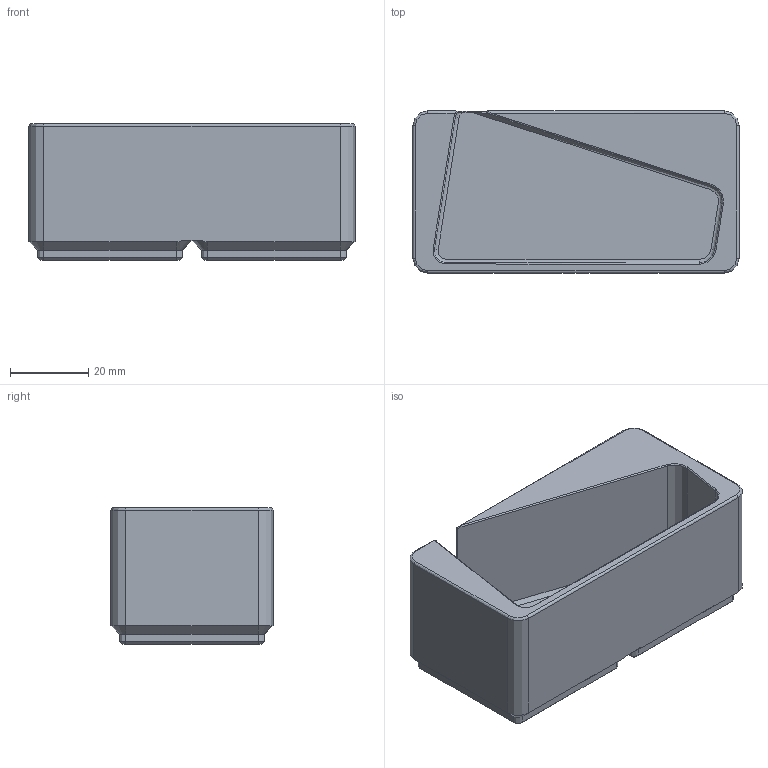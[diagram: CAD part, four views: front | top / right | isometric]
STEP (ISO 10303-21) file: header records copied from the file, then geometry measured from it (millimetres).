
FILE_DESCRIPTION(('FreeCAD Model'),'2;1');
FILE_NAME('Open CASCADE Shape Model','2023-05-11T21:29:09',(''),(''), 'Open CASCADE STEP processor 7.6','FreeCAD','Unknown');
FILE_SCHEMA(('AUTOMOTIVE_DESIGN { 1 0 10303 214 1 1 1 1 }'));
Length unit declared in the file: millimetre
Products named in the file (1): holder
Bounding box: 83.5 x 41.5 x 35 mm (x, y, z)
Volume: 54894.8 mm3
Topology: 1 solids, 2 shells, 135 faces, 278 edges, 161 vertices
Faces by surface type: plane 53, cylinder 48, cone 16, torus 12, bspline 6
Full cylindrical faces by diameter (mm): 1.2 x1, 3 x8, 6 x8
Entity records: 13523 total; most frequent: CARTESIAN_POINT 7787, DIRECTION 1012, ORIENTED_EDGE 556, PCURVE 556, DEFINITIONAL_REPRESENTATION 556, LINE 470, VECTOR 470, EDGE_CURVE 278
